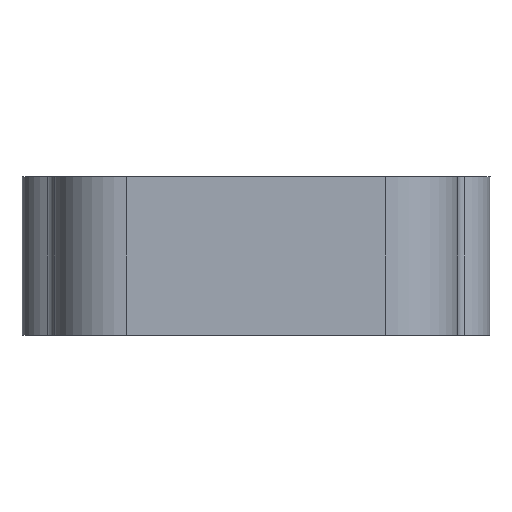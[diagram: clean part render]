
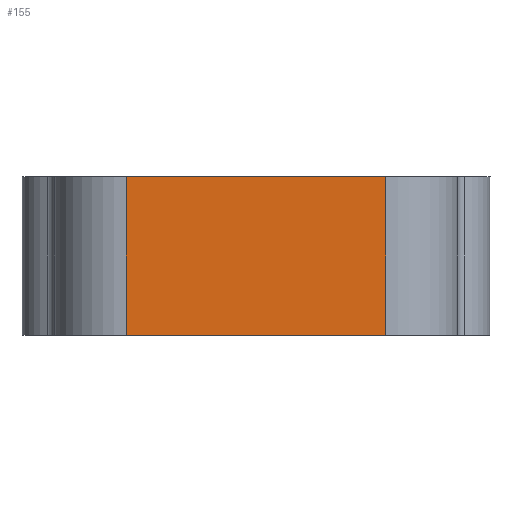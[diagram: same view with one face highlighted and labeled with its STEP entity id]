
A CAD part, left-side view. The second image highlights one B-rep face of the part: STEP entity #155.
In plain terms, the highlighted planar face has unit normal (-1, 0, 0).
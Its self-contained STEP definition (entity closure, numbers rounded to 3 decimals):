
#83 = EDGE_CURVE ( 'NONE', #103, #99, #189, .T. ) ;
#99 = VERTEX_POINT ( 'NONE', #972 ) ;
#103 = VERTEX_POINT ( 'NONE', #621 ) ;
#155 = ADVANCED_FACE ( 'NONE', ( #790 ), #1457, .F. ) ;
#189 = LINE ( 'NONE', #966, #499 ) ;
#219 = CARTESIAN_POINT ( 'NONE',  ( -7., -18., -11. ) ) ;
#319 = CARTESIAN_POINT ( 'NONE',  ( -7., 18., 11. ) ) ;
#334 = AXIS2_PLACEMENT_3D ( 'NONE', #852, #1096, #1220 ) ;
#352 = LINE ( 'NONE', #777, #607 ) ;
#476 = CARTESIAN_POINT ( 'NONE',  ( -7., -18., 11. ) ) ;
#499 = VECTOR ( 'NONE', #1084, 1000. ) ;
#575 = EDGE_LOOP ( 'NONE', ( #913, #710, #1325, #984 ) ) ;
#607 = VECTOR ( 'NONE', #1150, 1000. ) ;
#621 = CARTESIAN_POINT ( 'NONE',  ( -7., 18., 11. ) ) ;
#710 = ORIENTED_EDGE ( 'NONE', *, *, #985, .F. ) ;
#726 = DIRECTION ( 'NONE',  ( 0., 0., -1. ) ) ;
#733 = VERTEX_POINT ( 'NONE', #1283 ) ;
#746 = VECTOR ( 'NONE', #726, 1000. ) ;
#777 = CARTESIAN_POINT ( 'NONE',  ( -7., -21., -11. ) ) ;
#783 = EDGE_CURVE ( 'NONE', #103, #733, #1153, .T. ) ;
#790 = FACE_OUTER_BOUND ( 'NONE', #575, .T. ) ;
#852 = CARTESIAN_POINT ( 'NONE',  ( -7., -21., 11. ) ) ;
#913 = ORIENTED_EDGE ( 'NONE', *, *, #1196, .T. ) ;
#940 = LINE ( 'NONE', #476, #746 ) ;
#958 = VECTOR ( 'NONE', #1297, 1000. ) ;
#963 = VERTEX_POINT ( 'NONE', #219 ) ;
#966 = CARTESIAN_POINT ( 'NONE',  ( -7., -21., 11. ) ) ;
#972 = CARTESIAN_POINT ( 'NONE',  ( -7., -18., 11. ) ) ;
#984 = ORIENTED_EDGE ( 'NONE', *, *, #783, .T. ) ;
#985 = EDGE_CURVE ( 'NONE', #99, #963, #940, .T. ) ;
#1084 = DIRECTION ( 'NONE',  ( 0., -1., 0. ) ) ;
#1096 = DIRECTION ( 'NONE',  ( 1., 0., 0. ) ) ;
#1150 = DIRECTION ( 'NONE',  ( 0., -1., 0. ) ) ;
#1153 = LINE ( 'NONE', #319, #958 ) ;
#1196 = EDGE_CURVE ( 'NONE', #733, #963, #352, .T. ) ;
#1220 = DIRECTION ( 'NONE',  ( 0., 1., 0. ) ) ;
#1283 = CARTESIAN_POINT ( 'NONE',  ( -7., 18., -11. ) ) ;
#1297 = DIRECTION ( 'NONE',  ( 0., 0., -1. ) ) ;
#1325 = ORIENTED_EDGE ( 'NONE', *, *, #83, .F. ) ;
#1457 = PLANE ( 'NONE',  #334 ) ;
